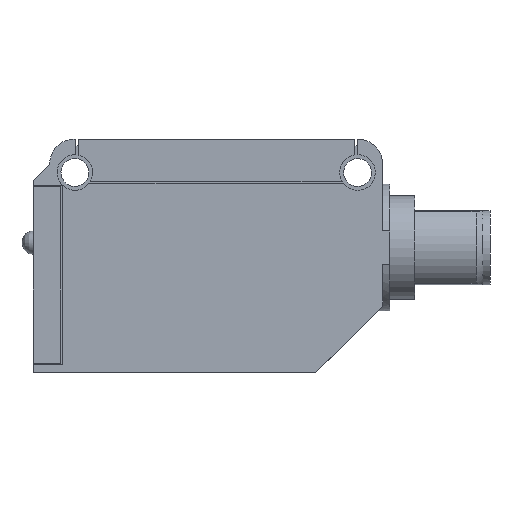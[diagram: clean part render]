
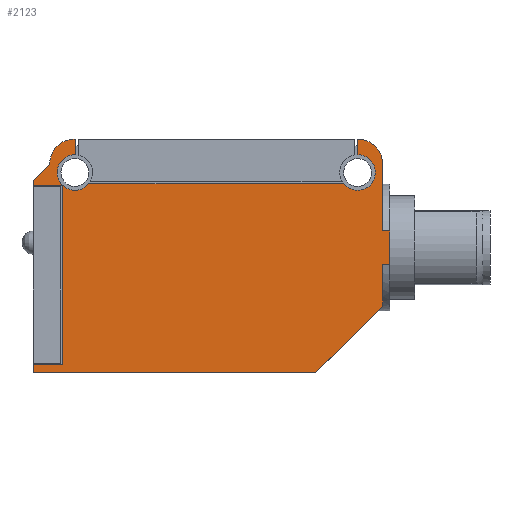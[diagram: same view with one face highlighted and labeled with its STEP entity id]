
A CAD part, left-side view. The second image highlights one B-rep face of the part: STEP entity #2123.
In plain terms, the highlighted planar face has unit normal (-1, 0, 0).
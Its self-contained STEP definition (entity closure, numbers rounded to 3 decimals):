
#74=LINE('',#3076,#308);
#77=LINE('',#3084,#311);
#82=LINE('',#3097,#316);
#86=LINE('',#3106,#320);
#99=LINE('',#3179,#333);
#108=LINE('',#3208,#342);
#118=LINE('',#3236,#352);
#131=LINE('',#3308,#365);
#137=LINE('',#3321,#371);
#146=LINE('',#3396,#380);
#161=LINE('',#3433,#395);
#168=LINE('',#3507,#402);
#174=LINE('',#3518,#408);
#184=LINE('',#3550,#418);
#188=LINE('',#3559,#422);
#189=LINE('',#3560,#423);
#190=LINE('',#3561,#424);
#191=LINE('',#3562,#425);
#308=VECTOR('',#2469,1.);
#311=VECTOR('',#2474,1.);
#316=VECTOR('',#2483,1.);
#320=VECTOR('',#2489,1.);
#333=VECTOR('',#2514,1.);
#342=VECTOR('',#2539,1.);
#352=VECTOR('',#2567,1.);
#365=VECTOR('',#2592,1.);
#371=VECTOR('',#2600,1.);
#380=VECTOR('',#2643,1.);
#395=VECTOR('',#2678,1.);
#402=VECTOR('',#2719,1.);
#408=VECTOR('',#2731,1.);
#418=VECTOR('',#2761,1.);
#422=VECTOR('',#2771,1.);
#423=VECTOR('',#2772,1.);
#424=VECTOR('',#2773,1.);
#425=VECTOR('',#2774,1.);
#593=FACE_OUTER_BOUND('',#715,.T.);
#715=EDGE_LOOP('',(#1637,#1638,#1639,#1640,#1641,#1642,#1643,#1644,#1645,
#1646,#1647,#1648,#1649,#1650,#1651,#1652,#1653,#1654,#1655,#1656,#1657,
#1658));
#815=CIRCLE('',#2298,1.6);
#822=CIRCLE('',#2311,1.6);
#823=CIRCLE('',#2313,2.2);
#824=CIRCLE('',#2316,2.2);
#868=VERTEX_POINT('',#3070);
#870=VERTEX_POINT('',#3074);
#873=VERTEX_POINT('',#3081);
#874=VERTEX_POINT('',#3083);
#879=VERTEX_POINT('',#3094);
#880=VERTEX_POINT('',#3096);
#883=VERTEX_POINT('',#3103);
#884=VERTEX_POINT('',#3105);
#895=VERTEX_POINT('',#3172);
#898=VERTEX_POINT('',#3177);
#909=VERTEX_POINT('',#3205);
#919=VERTEX_POINT('',#3234);
#934=VERTEX_POINT('',#3306);
#935=VERTEX_POINT('',#3307);
#940=VERTEX_POINT('',#3318);
#941=VERTEX_POINT('',#3320);
#963=VERTEX_POINT('',#3424);
#964=VERTEX_POINT('',#3430);
#965=VERTEX_POINT('',#3432);
#975=VERTEX_POINT('',#3506);
#988=VERTEX_POINT('',#3546);
#989=VERTEX_POINT('',#3548);
#1078=EDGE_CURVE('',#870,#868,#74,.T.);
#1081=EDGE_CURVE('',#873,#874,#77,.T.);
#1087=EDGE_CURVE('',#879,#880,#82,.T.);
#1091=EDGE_CURVE('',#884,#883,#86,.T.);
#1107=EDGE_CURVE('',#895,#898,#99,.T.);
#1120=EDGE_CURVE('',#883,#909,#108,.T.);
#1135=EDGE_CURVE('',#919,#879,#118,.T.);
#1151=EDGE_CURVE('',#934,#935,#131,.T.);
#1157=EDGE_CURVE('',#940,#941,#137,.T.);
#1172=EDGE_CURVE('',#909,#874,#815,.T.);
#1178=EDGE_CURVE('',#880,#934,#146,.T.);
#1195=EDGE_CURVE('',#873,#963,#822,.T.);
#1196=EDGE_CURVE('',#884,#870,#823,.T.);
#1198=EDGE_CURVE('',#965,#964,#161,.T.);
#1200=EDGE_CURVE('',#965,#940,#824,.T.);
#1216=EDGE_CURVE('',#895,#975,#168,.T.);
#1224=EDGE_CURVE('',#898,#935,#174,.T.);
#1239=EDGE_CURVE('',#988,#989,#184,.T.);
#1243=EDGE_CURVE('',#941,#963,#188,.T.);
#1244=EDGE_CURVE('',#975,#964,#189,.T.);
#1245=EDGE_CURVE('',#919,#988,#190,.T.);
#1246=EDGE_CURVE('',#868,#989,#191,.T.);
#1637=ORIENTED_EDGE('',*,*,#1081,.F.);
#1638=ORIENTED_EDGE('',*,*,#1195,.T.);
#1639=ORIENTED_EDGE('',*,*,#1243,.F.);
#1640=ORIENTED_EDGE('',*,*,#1157,.F.);
#1641=ORIENTED_EDGE('',*,*,#1200,.F.);
#1642=ORIENTED_EDGE('',*,*,#1198,.T.);
#1643=ORIENTED_EDGE('',*,*,#1244,.F.);
#1644=ORIENTED_EDGE('',*,*,#1216,.F.);
#1645=ORIENTED_EDGE('',*,*,#1107,.T.);
#1646=ORIENTED_EDGE('',*,*,#1224,.T.);
#1647=ORIENTED_EDGE('',*,*,#1151,.F.);
#1648=ORIENTED_EDGE('',*,*,#1178,.F.);
#1649=ORIENTED_EDGE('',*,*,#1087,.F.);
#1650=ORIENTED_EDGE('',*,*,#1135,.F.);
#1651=ORIENTED_EDGE('',*,*,#1245,.T.);
#1652=ORIENTED_EDGE('',*,*,#1239,.T.);
#1653=ORIENTED_EDGE('',*,*,#1246,.F.);
#1654=ORIENTED_EDGE('',*,*,#1078,.F.);
#1655=ORIENTED_EDGE('',*,*,#1196,.F.);
#1656=ORIENTED_EDGE('',*,*,#1091,.T.);
#1657=ORIENTED_EDGE('',*,*,#1120,.T.);
#1658=ORIENTED_EDGE('',*,*,#1172,.T.);
#2018=PLANE('',#2347);
#2123=ADVANCED_FACE('',(#593),#2018,.F.);
#2298=AXIS2_PLACEMENT_3D('',#3348,#2628,#2629);
#2311=AXIS2_PLACEMENT_3D('',#3426,#2669,#2670);
#2313=AXIS2_PLACEMENT_3D('',#3428,#2673,#2674);
#2316=AXIS2_PLACEMENT_3D('',#3436,#2682,#2683);
#2347=AXIS2_PLACEMENT_3D('',#3558,#2769,#2770);
#2469=DIRECTION('',(0.,0.,-1.));
#2474=DIRECTION('',(0.,-1.,0.));
#2483=DIRECTION('',(0.,0.707,-0.707));
#2489=DIRECTION('',(0.,1.,0.));
#2514=DIRECTION('',(0.,0.,-1.));
#2539=DIRECTION('',(0.,0.,-1.));
#2567=DIRECTION('',(0.,0.,-1.));
#2592=DIRECTION('',(0.,0.,1.));
#2600=DIRECTION('',(0.,-1.,0.));
#2628=DIRECTION('center_axis',(1.,0.,0.));
#2629=DIRECTION('ref_axis',(0.,1.,0.));
#2643=DIRECTION('',(0.,1.,0.));
#2669=DIRECTION('center_axis',(1.,0.,0.));
#2670=DIRECTION('ref_axis',(0.,1.,0.));
#2673=DIRECTION('center_axis',(1.,0.,0.));
#2674=DIRECTION('ref_axis',(0.,-1.,0.));
#2678=DIRECTION('',(0.,0.731,-0.682));
#2682=DIRECTION('center_axis',(1.,0.,0.));
#2683=DIRECTION('ref_axis',(0.,1.,0.));
#2719=DIRECTION('',(0.,1.,0.));
#2731=DIRECTION('',(0.,1.,0.));
#2761=DIRECTION('',(0.,0.,1.));
#2769=DIRECTION('center_axis',(1.,0.,0.));
#2770=DIRECTION('ref_axis',(0.,-1.,0.));
#2771=DIRECTION('',(0.,0.,-1.));
#2772=DIRECTION('',(0.,0.,1.));
#2773=DIRECTION('',(0.,-1.,0.));
#2774=DIRECTION('',(0.,-1.,0.));
#3070=CARTESIAN_POINT('',(-5.5,-14.25,-13.753));
#3074=CARTESIAN_POINT('',(-5.5,-14.25,-7.7));
#3076=CARTESIAN_POINT('',(-5.5,-14.25,-5.5));
#3081=CARTESIAN_POINT('',(-5.5,12.151,-9.5));
#3083=CARTESIAN_POINT('',(-5.5,-10.751,-9.5));
#3084=CARTESIAN_POINT('',(-5.5,14.9,-9.5));
#3094=CARTESIAN_POINT('',(-5.5,-14.25,-20.5));
#3096=CARTESIAN_POINT('',(-5.5,-8.25,-26.5));
#3097=CARTESIAN_POINT('',(-5.5,-29.25,-5.5));
#3103=CARTESIAN_POINT('',(-5.5,-12.,-5.5));
#3105=CARTESIAN_POINT('',(-5.5,-12.05,-5.5));
#3106=CARTESIAN_POINT('',(-5.5,14.9,-5.5));
#3172=CARTESIAN_POINT('',(-5.5,14.55,-9.65));
#3177=CARTESIAN_POINT('',(-5.5,14.55,-25.75));
#3179=CARTESIAN_POINT('',(-5.5,14.55,-5.5));
#3205=CARTESIAN_POINT('',(-5.5,-12.,-6.9));
#3208=CARTESIAN_POINT('',(-5.5,-12.,-5.5));
#3234=CARTESIAN_POINT('',(-5.5,-14.25,-16.747));
#3236=CARTESIAN_POINT('',(-5.5,-14.25,-5.5));
#3306=CARTESIAN_POINT('',(-5.5,17.15,-26.5));
#3307=CARTESIAN_POINT('',(-5.5,17.15,-25.75));
#3308=CARTESIAN_POINT('',(-5.5,17.15,-5.5));
#3318=CARTESIAN_POINT('',(-5.5,13.45,-5.5));
#3320=CARTESIAN_POINT('',(-5.5,13.3,-5.5));
#3321=CARTESIAN_POINT('',(-5.5,14.9,-5.5));
#3348=CARTESIAN_POINT('Origin',(-5.5,-12.,-8.5));
#3396=CARTESIAN_POINT('',(-5.5,14.9,-26.5));
#3424=CARTESIAN_POINT('',(-5.5,13.3,-6.903));
#3426=CARTESIAN_POINT('Origin',(-5.5,13.4,-8.5));
#3428=CARTESIAN_POINT('Origin',(-5.5,-12.05,-7.7));
#3430=CARTESIAN_POINT('',(-5.5,17.15,-9.194));
#3432=CARTESIAN_POINT('',(-5.5,15.648,-7.793));
#3433=CARTESIAN_POINT('',(-5.5,14.9,-7.096));
#3436=CARTESIAN_POINT('Origin',(-5.5,13.45,-7.7));
#3506=CARTESIAN_POINT('',(-5.5,17.15,-9.65));
#3507=CARTESIAN_POINT('',(-5.5,14.9,-9.65));
#3518=CARTESIAN_POINT('',(-5.5,14.9,-25.75));
#3546=CARTESIAN_POINT('',(-5.5,-14.9,-16.747));
#3548=CARTESIAN_POINT('',(-5.5,-14.9,-13.753));
#3550=CARTESIAN_POINT('',(-5.5,-14.9,-5.5));
#3558=CARTESIAN_POINT('Origin',(-5.5,-14.9,-5.5));
#3559=CARTESIAN_POINT('',(-5.5,13.3,-5.5));
#3560=CARTESIAN_POINT('',(-5.5,17.15,-5.5));
#3561=CARTESIAN_POINT('',(-5.5,-14.732,-16.747));
#3562=CARTESIAN_POINT('',(-5.5,-14.732,-13.753));
